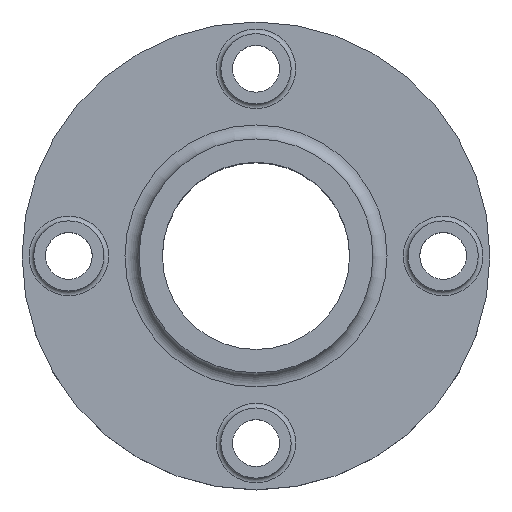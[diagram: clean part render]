
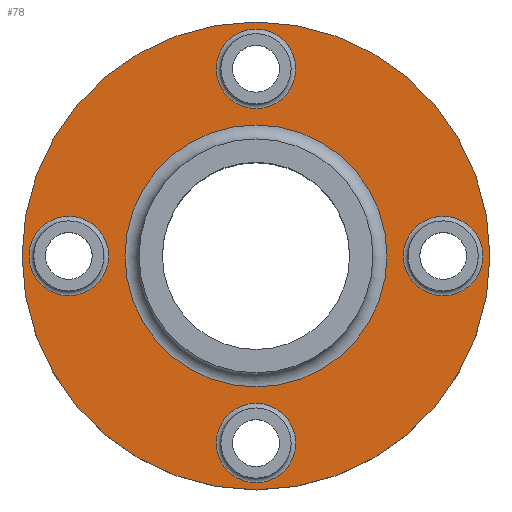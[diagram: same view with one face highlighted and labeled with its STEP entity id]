
A CAD part, top view. The second image highlights one B-rep face of the part: STEP entity #78.
In plain terms, the highlighted planar face has unit normal (0, 0, 1).
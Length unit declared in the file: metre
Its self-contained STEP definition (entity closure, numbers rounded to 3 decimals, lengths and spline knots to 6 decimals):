
#78 = ADVANCED_FACE( '', ( #157, #158, #159, #160, #161, #162 ), #163, .T. );
#157 = FACE_BOUND( '', #299, .T. );
#158 = FACE_BOUND( '', #300, .T. );
#159 = FACE_BOUND( '', #301, .T. );
#160 = FACE_BOUND( '', #302, .T. );
#161 = FACE_BOUND( '', #303, .T. );
#162 = FACE_OUTER_BOUND( '', #304, .T. );
#163 = PLANE( '', #305 );
#299 = EDGE_LOOP( '', ( #477 ) );
#300 = EDGE_LOOP( '', ( #478 ) );
#301 = EDGE_LOOP( '', ( #479 ) );
#302 = EDGE_LOOP( '', ( #480 ) );
#303 = EDGE_LOOP( '', ( #481 ) );
#304 = EDGE_LOOP( '', ( #482 ) );
#305 = AXIS2_PLACEMENT_3D( '', #483, #484, #485 );
#477 = ORIENTED_EDGE( '', *, *, #614, .T. );
#478 = ORIENTED_EDGE( '', *, *, #627, .T. );
#479 = ORIENTED_EDGE( '', *, *, #632, .T. );
#480 = ORIENTED_EDGE( '', *, *, #636, .T. );
#481 = ORIENTED_EDGE( '', *, *, #619, .T. );
#482 = ORIENTED_EDGE( '', *, *, #637, .T. );
#483 = CARTESIAN_POINT( '', ( 0., 0., 0.005 ) );
#484 = DIRECTION( '', ( 0., 0., 1. ) );
#485 = DIRECTION( '', ( 1., 0., 0. ) );
#614 = EDGE_CURVE( '', #665, #665, #666, .F. );
#619 = EDGE_CURVE( '', #675, #675, #676, .F. );
#627 = EDGE_CURVE( '', #691, #691, #692, .F. );
#632 = EDGE_CURVE( '', #701, #701, #702, .F. );
#636 = EDGE_CURVE( '', #709, #709, #710, .F. );
#637 = EDGE_CURVE( '', #711, #711, #712, .T. );
#665 = VERTEX_POINT( '', #765 );
#666 = CIRCLE( '', #766, 0.0085 );
#675 = VERTEX_POINT( '', #775 );
#676 = CIRCLE( '', #776, 0.028 );
#691 = VERTEX_POINT( '', #791 );
#692 = CIRCLE( '', #792, 0.0085 );
#701 = VERTEX_POINT( '', #801 );
#702 = CIRCLE( '', #802, 0.0085 );
#709 = VERTEX_POINT( '', #809 );
#710 = CIRCLE( '', #810, 0.0085 );
#711 = VERTEX_POINT( '', #811 );
#712 = CIRCLE( '', #812, 0.05 );
#765 = CARTESIAN_POINT( '', ( 0.04, -0.0085, 0.005 ) );
#766 = AXIS2_PLACEMENT_3D( '', #866, #867, #868 );
#775 = CARTESIAN_POINT( '', ( 0.028, 0., 0.005 ) );
#776 = AXIS2_PLACEMENT_3D( '', #881, #882, #883 );
#791 = CARTESIAN_POINT( '', ( -0.0085, -0.04, 0.005 ) );
#792 = AXIS2_PLACEMENT_3D( '', #905, #906, #907 );
#801 = CARTESIAN_POINT( '', ( -0.04, 0.0085, 0.005 ) );
#802 = AXIS2_PLACEMENT_3D( '', #920, #921, #922 );
#809 = CARTESIAN_POINT( '', ( 0.0085, 0.04, 0.005 ) );
#810 = AXIS2_PLACEMENT_3D( '', #932, #933, #934 );
#811 = CARTESIAN_POINT( '', ( 0.05, 0., 0.005 ) );
#812 = AXIS2_PLACEMENT_3D( '', #935, #936, #937 );
#866 = CARTESIAN_POINT( '', ( 0.04, 0., 0.005 ) );
#867 = DIRECTION( '', ( 0., 0., 1. ) );
#868 = DIRECTION( '', ( 0., -1., 0. ) );
#881 = CARTESIAN_POINT( '', ( 0., 0., 0.005 ) );
#882 = DIRECTION( '', ( 0., 0., 1. ) );
#883 = DIRECTION( '', ( 1., 0., 0. ) );
#905 = CARTESIAN_POINT( '', ( 0., -0.04, 0.005 ) );
#906 = DIRECTION( '', ( 0., 0., 1. ) );
#907 = DIRECTION( '', ( -1., 0., 0. ) );
#920 = CARTESIAN_POINT( '', ( -0.04, 0., 0.005 ) );
#921 = DIRECTION( '', ( 0., 0., 1. ) );
#922 = DIRECTION( '', ( 0., 1., 0. ) );
#932 = CARTESIAN_POINT( '', ( 0., 0.04, 0.005 ) );
#933 = DIRECTION( '', ( 0., 0., 1. ) );
#934 = DIRECTION( '', ( 1., 0., 0. ) );
#935 = CARTESIAN_POINT( '', ( 0., 0., 0.005 ) );
#936 = DIRECTION( '', ( 0., 0., 1. ) );
#937 = DIRECTION( '', ( 1., 0., 0. ) );
